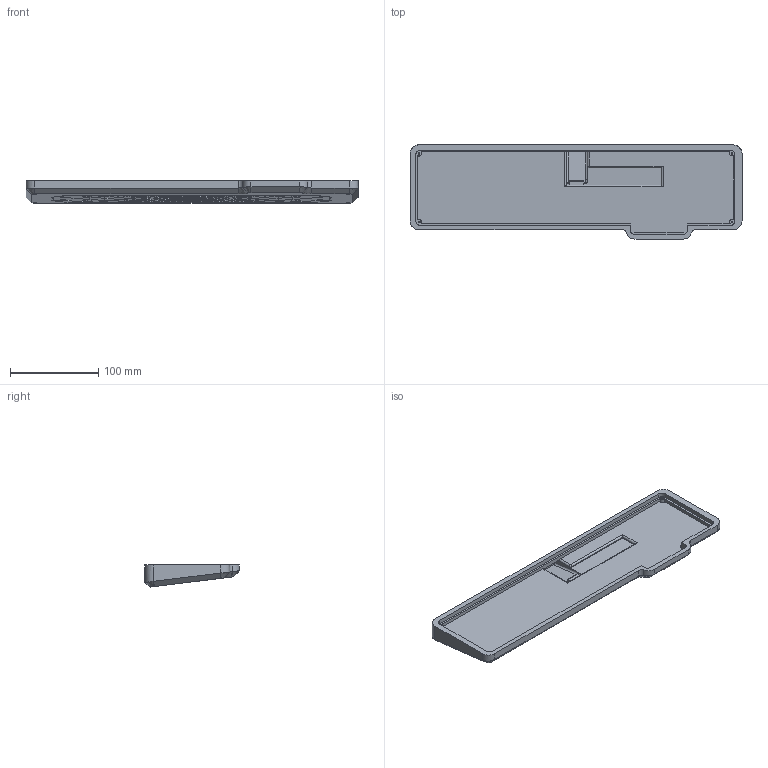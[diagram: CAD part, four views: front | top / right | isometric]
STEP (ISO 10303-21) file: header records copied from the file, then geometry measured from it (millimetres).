
FILE_DESCRIPTION(/* description */ (''),/* implementation_level */ '2;1');
FILE_NAME(/* name */ 'weight attached.step',/* time_stamp */ '2023-04-20T13:25:13-07:00',/* author */ (''),/* organization */ (''),/* preprocessor_version */ 'ST-DEVELOPER v19.2',/* originating_system */ 'Autodesk Translation Framework v12.4.0.73',/* authorisation */ '');
FILE_SCHEMA (('AUTOMOTIVE_DESIGN { 1 0 10303 214 3 1 1 }'));
Products named in the file (1): trashtruck.b
Bounding box: 377.21 x 107.02 x 25.09 mm (x, y, z)
Volume: 415040.1 mm3; surface area: 103380.2 mm2
Topology: 1 solids, 1 shells, 2284 faces, 5755 edges, 3814 vertices
Faces by surface type: plane 1823, bspline 393, cylinder 61, cone 4, sphere 3
Full cylindrical faces by diameter (mm): 2 x4, 4 x4, 22 x1
Entity records: 69008 total; most frequent: CARTESIAN_POINT 16191, ORIENTED_EDGE 11510, DIRECTION 9617, EDGE_CURVE 5755, LINE 4785, VECTOR 4785, VERTEX_POINT 3814, EDGE_LOOP 2641
